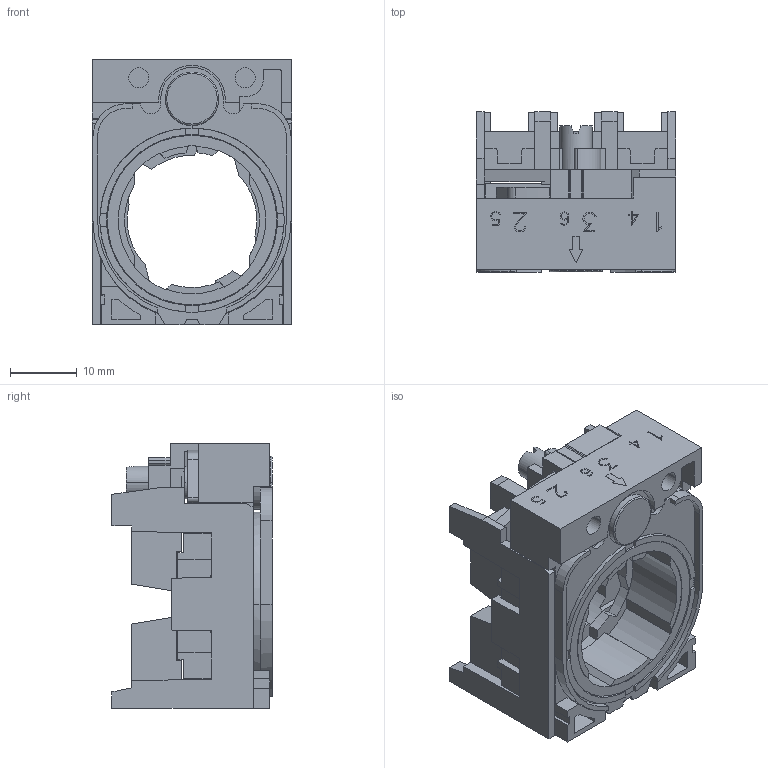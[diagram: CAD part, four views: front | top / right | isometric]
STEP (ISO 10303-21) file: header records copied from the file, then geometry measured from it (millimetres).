
FILE_DESCRIPTION(('no description'),'unknown implementation level');
FILE_NAME('1027_3SU1500-0AA10-0AA0_3D_v.stp',' ',('SIEMENS A&D'),('CADClick - KiM GmbH - www.kimweb.de'),'unknown preprocess','ACIS','unknown authorization');
FILE_SCHEMA(('automotive_design'));
Length unit declared in the file: millimetre
Products named in the file (1): 0
Bounding box: 30 x 24.1 x 39.95 mm (x, y, z)
Volume: 13002.4 mm3; surface area: 11351.3 mm2
Topology: 1 solids, 1 shells, 900 faces, 2664 edges, 1775 vertices
Faces by surface type: plane 764, cylinder 134, torus 2
Entity records: 59236 total; most frequent: STYLED_ITEM 5340, PRESENTATION_STYLE_ASSIGNMENT 5340, CARTESIAN_POINT 5340, COLOUR_RGB 5340, ORIENTED_EDGE 5328, DIRECTION 4795, EDGE_CURVE 2664, CURVE_STYLE 2664
